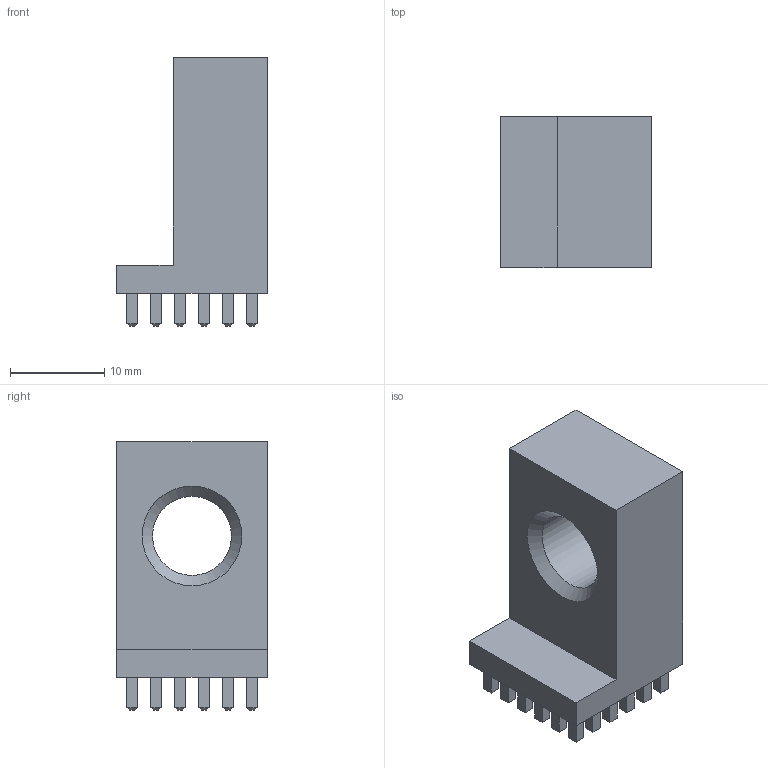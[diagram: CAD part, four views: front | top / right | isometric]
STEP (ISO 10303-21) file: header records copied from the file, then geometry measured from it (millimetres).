
FILE_DESCRIPTION(/* description */ ('Unknown'),/* implementation_level */ '2;1');
FILE_NAME(/* name */ 'MP_Wurth_WP-RAFU_7461117',/* time_stamp */ '2026-01-20T16:12:46+08:00',/* author */ ('Unknown'),/* organization */ ('Unknown'),/* preprocessor_version */ 'ST-DEVELOPER v19.4',/* originating_system */ 'Solid Edge',/* authorisation */ 'Unknown');
FILE_SCHEMA (('AUTOMOTIVE_DESIGN {1 0 10303 214 3 1 1}'));
Length unit declared in the file: millimetre
Products named in the file (1): MP_Wurth_WP-RAFU_7461117
Bounding box: 16 x 16 x 28.5 mm (x, y, z)
Volume: 3857.2 mm3; surface area: 2505.7 mm2
Topology: 1 solids, 1 shells, 335 faces, 746 edges, 449 vertices
Faces by surface type: plane 332, cone 2, cylinder 1
Full cylindrical faces by diameter (mm): 8.376 x1
Entity records: 11233 total; most frequent: CARTESIAN_POINT 1526, ORIENTED_EDGE 1484, DIRECTION 1418, EDGE_CURVE 742, LINE 738, VECTOR 738, VERTEX_POINT 448, EDGE_LOOP 376
